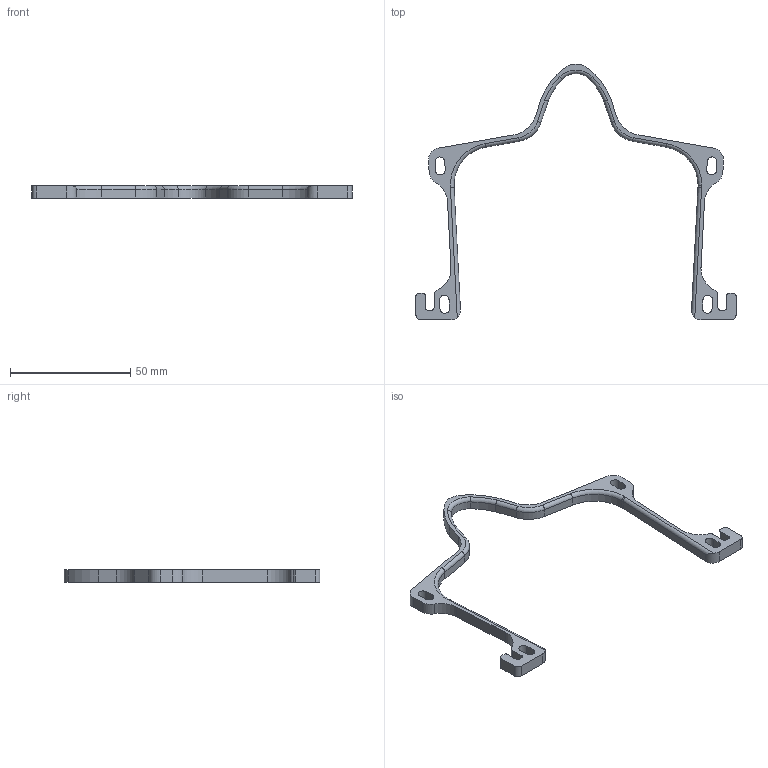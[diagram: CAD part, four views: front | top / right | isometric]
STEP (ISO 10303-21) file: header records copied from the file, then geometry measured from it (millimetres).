
FILE_DESCRIPTION (( 'STEP AP214' ), '1' );
FILE_NAME ('v0.6.1_cv19_ICTF_top.STEP', '2020-04-13T06:41:36', ( 'ABC' ), ( '' ), 'SwSTEP 2.0', 'SolidWorks 2016', '' );
FILE_SCHEMA (( 'AUTOMOTIVE_DESIGN' ));
Length unit declared in the file: millimetre
Products named in the file (1): v0.6.1_cv19_ICTF_top
Bounding box: 133.03 x 106.36 x 5 mm (x, y, z)
Volume: 6724.3 mm3; surface area: 6164 mm2
Topology: 1 solids, 1 shells, 99 faces, 278 edges, 181 vertices
Faces by surface type: cylinder 55, plane 36, torus 8
Entity records: 3315 total; most frequent: CARTESIAN_POINT 607, DIRECTION 591, ORIENTED_EDGE 556, EDGE_CURVE 278, AXIS2_PLACEMENT_3D 217, VERTEX_POINT 181, VECTOR 157, LINE 157
